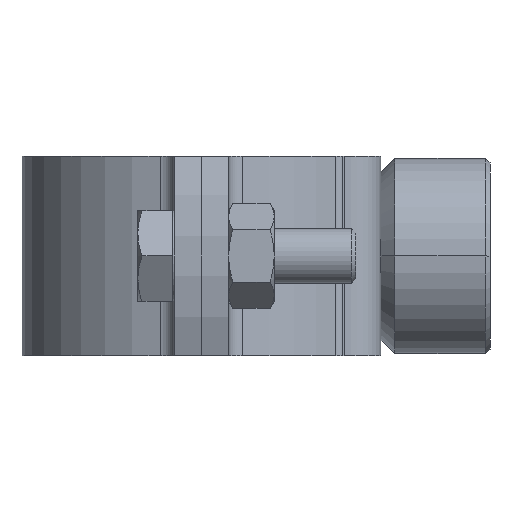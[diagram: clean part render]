
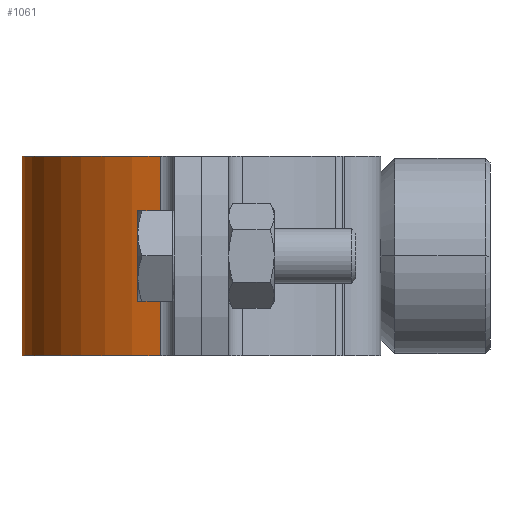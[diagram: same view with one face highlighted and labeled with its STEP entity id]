
A CAD part, left-side view. The second image highlights one B-rep face of the part: STEP entity #1061.
In plain terms, the highlighted cylindrical face has radius 19.75 mm (diameter 39.5 mm), a partial arc.
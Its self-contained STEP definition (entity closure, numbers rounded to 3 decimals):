
#93 = EDGE_LOOP ( 'NONE', ( #4371, #4376, #4387, #4374 ) ) ;
#153 = CARTESIAN_POINT ( 'NONE',  ( 0., 0., -11. ) ) ;
#636 = VECTOR ( 'NONE', #5230, 1000. ) ;
#842 = AXIS2_PLACEMENT_3D ( 'NONE', #5961, #5967, #5955 ) ;
#1061 = ADVANCED_FACE ( 'NONE', ( #5940 ), #5919, .T. ) ;
#1304 = EDGE_CURVE ( 'NONE', #2459, #3871, #5923, .T. ) ;
#1626 = AXIS2_PLACEMENT_3D ( 'NONE', #153, #1988, #5531 ) ;
#1728 = CIRCLE ( 'NONE', #1626, 19.75 ) ;
#1988 = DIRECTION ( 'NONE',  ( 0., 0., 1. ) ) ;
#2411 = EDGE_CURVE ( 'NONE', #4732, #2844, #1728, .T. ) ;
#2459 = VERTEX_POINT ( 'NONE', #5585 ) ;
#2626 = CARTESIAN_POINT ( 'NONE',  ( 19.221, -4.54, -11. ) ) ;
#2844 = VERTEX_POINT ( 'NONE', #2626 ) ;
#2852 = VECTOR ( 'NONE', #5340, 1000. ) ;
#3086 = CARTESIAN_POINT ( 'NONE',  ( -19.221, -4.54, -11. ) ) ;
#3871 = VERTEX_POINT ( 'NONE', #4475 ) ;
#4371 = ORIENTED_EDGE ( 'NONE', *, *, #2411, .T. ) ;
#4374 = ORIENTED_EDGE ( 'NONE', *, *, #5466, .T. ) ;
#4376 = ORIENTED_EDGE ( 'NONE', *, *, #5558, .F. ) ;
#4387 = ORIENTED_EDGE ( 'NONE', *, *, #1304, .F. ) ;
#4475 = CARTESIAN_POINT ( 'NONE',  ( 19.221, -4.54, 11. ) ) ;
#4574 = DIRECTION ( 'NONE',  ( 1., 0., 0. ) ) ;
#4647 = DIRECTION ( 'NONE',  ( 0., 0., 1. ) ) ;
#4668 = CARTESIAN_POINT ( 'NONE',  ( 0., 0., 11. ) ) ;
#4732 = VERTEX_POINT ( 'NONE', #3086 ) ;
#5230 = DIRECTION ( 'NONE',  ( 0., 0., -1. ) ) ;
#5245 = CARTESIAN_POINT ( 'NONE',  ( 19.221, -4.54, 11. ) ) ;
#5249 = LINE ( 'NONE', #5245, #636 ) ;
#5340 = DIRECTION ( 'NONE',  ( 0., 0., -1. ) ) ;
#5387 = CARTESIAN_POINT ( 'NONE',  ( -19.221, -4.54, 11. ) ) ;
#5393 = LINE ( 'NONE', #5387, #2852 ) ;
#5466 = EDGE_CURVE ( 'NONE', #2459, #4732, #5393, .T. ) ;
#5531 = DIRECTION ( 'NONE',  ( 1., 0., 0. ) ) ;
#5558 = EDGE_CURVE ( 'NONE', #3871, #2844, #5249, .T. ) ;
#5585 = CARTESIAN_POINT ( 'NONE',  ( -19.221, -4.54, 11. ) ) ;
#5919 = CYLINDRICAL_SURFACE ( 'NONE', #842, 19.75 ) ;
#5923 = CIRCLE ( 'NONE', #5929, 19.75 ) ;
#5929 = AXIS2_PLACEMENT_3D ( 'NONE', #4668, #4647, #4574 ) ;
#5940 = FACE_OUTER_BOUND ( 'NONE', #93, .T. ) ;
#5955 = DIRECTION ( 'NONE',  ( -1., 0., 0. ) ) ;
#5961 = CARTESIAN_POINT ( 'NONE',  ( 0., 0., 11. ) ) ;
#5967 = DIRECTION ( 'NONE',  ( 0., 0., -1. ) ) ;
